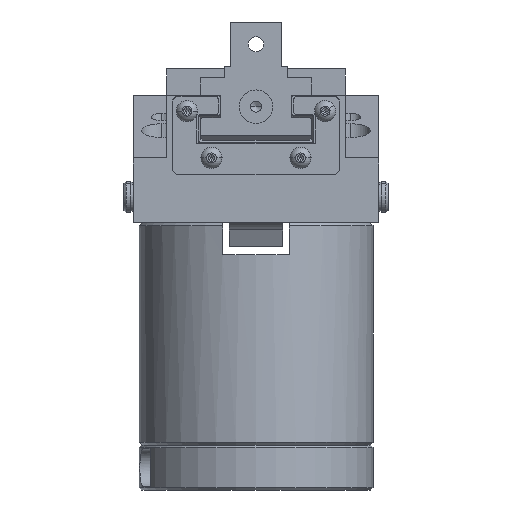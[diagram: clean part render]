
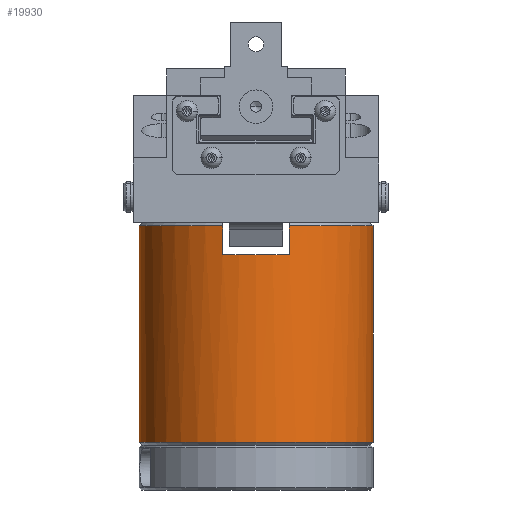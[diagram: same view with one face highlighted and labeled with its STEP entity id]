
A CAD part, front view. The second image highlights one B-rep face of the part: STEP entity #19930.
In plain terms, the highlighted cylindrical face has radius 52.5 mm (diameter 105 mm), a partial arc.
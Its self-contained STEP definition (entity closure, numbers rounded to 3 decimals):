
#43 = EDGE_LOOP ( 'NONE', ( #3749, #3383, #3337, #3833, #3352, #3514, #3292, #3280 ) ) ;
#623 = CARTESIAN_POINT ( 'NONE',  ( 15., -50.312, 85.5 ) ) ;
#3280 = ORIENTED_EDGE ( 'NONE', *, *, #5908, .T. ) ;
#3292 = ORIENTED_EDGE ( 'NONE', *, *, #5921, .T. ) ;
#3337 = ORIENTED_EDGE ( 'NONE', *, *, #5914, .T. ) ;
#3352 = ORIENTED_EDGE ( 'NONE', *, *, #6091, .T. ) ;
#3383 = ORIENTED_EDGE ( 'NONE', *, *, #6076, .T. ) ;
#3514 = ORIENTED_EDGE ( 'NONE', *, *, #5932, .T. ) ;
#3749 = ORIENTED_EDGE ( 'NONE', *, *, #5994, .F. ) ;
#3833 = ORIENTED_EDGE ( 'NONE', *, *, #6066, .T. ) ;
#4560 = VERTEX_POINT ( 'NONE', #12055 ) ;
#4563 = VERTEX_POINT ( 'NONE', #12046 ) ;
#4599 = VERTEX_POINT ( 'NONE', #18561 ) ;
#4831 = VERTEX_POINT ( 'NONE', #19541 ) ;
#4848 = VERTEX_POINT ( 'NONE', #19724 ) ;
#4905 = VERTEX_POINT ( 'NONE', #19712 ) ;
#4929 = VERTEX_POINT ( 'NONE', #623 ) ;
#4980 = VERTEX_POINT ( 'NONE', #18887 ) ;
#5908 = EDGE_CURVE ( 'NONE', #4848, #4905, #10302, .T. ) ;
#5914 = EDGE_CURVE ( 'NONE', #4560, #4929, #10311, .T. ) ;
#5921 = EDGE_CURVE ( 'NONE', #4599, #4848, #10321, .T. ) ;
#5932 = EDGE_CURVE ( 'NONE', #4831, #4599, #10338, .T. ) ;
#5994 = EDGE_CURVE ( 'NONE', #4980, #4905, #10433, .T. ) ;
#6066 = EDGE_CURVE ( 'NONE', #4929, #4563, #10559, .T. ) ;
#6076 = EDGE_CURVE ( 'NONE', #4980, #4560, #10578, .T. ) ;
#6091 = EDGE_CURVE ( 'NONE', #4563, #4831, #10602, .T. ) ;
#6589 = AXIS2_PLACEMENT_3D ( 'NONE', #9984, #9985, #9986 ) ;
#6602 = AXIS2_PLACEMENT_3D ( 'NONE', #11201, #11202, #11203 ) ;
#6640 = AXIS2_PLACEMENT_3D ( 'NONE', #11513, #11514, #11515 ) ;
#6644 = AXIS2_PLACEMENT_3D ( 'NONE', #11537, #11538, #11539 ) ;
#9984 = CARTESIAN_POINT ( 'NONE',  ( 0., 0., 1.5 ) ) ;
#9985 = DIRECTION ( 'NONE',  ( 0., 0., 1. ) ) ;
#9986 = DIRECTION ( 'NONE',  ( 1., 0., 0. ) ) ;
#9989 = DIRECTION ( 'NONE',  ( 0., 0., -1. ) ) ;
#9994 = CARTESIAN_POINT ( 'NONE',  ( 15., -50.312, 125.5 ) ) ;
#10007 = CARTESIAN_POINT ( 'NONE',  ( -52.5, 0., 125.5 ) ) ;
#10012 = DIRECTION ( 'NONE',  ( 0., 0., -1. ) ) ;
#10302 = CIRCLE ( 'NONE', #6589, 52.5 ) ;
#10311 = LINE ( 'NONE', #9994, #10316 ) ;
#10316 = VECTOR ( 'NONE', #9989, 1000. ) ;
#10321 = LINE ( 'NONE', #10007, #10328 ) ;
#10328 = VECTOR ( 'NONE', #10012, 1000. ) ;
#10338 = CIRCLE ( 'NONE', #6602, 52.5 ) ;
#10433 = LINE ( 'NONE', #11352, #10436 ) ;
#10436 = VECTOR ( 'NONE', #11353, 1000. ) ;
#10559 = CIRCLE ( 'NONE', #6640, 52.5 ) ;
#10578 = CIRCLE ( 'NONE', #6644, 52.5 ) ;
#10602 = LINE ( 'NONE', #11572, #10605 ) ;
#10605 = VECTOR ( 'NONE', #11573, 1000. ) ;
#11201 = CARTESIAN_POINT ( 'NONE',  ( 0., 0., 98.5 ) ) ;
#11202 = DIRECTION ( 'NONE',  ( 0., 0., -1. ) ) ;
#11203 = DIRECTION ( 'NONE',  ( 1., 0., 0. ) ) ;
#11352 = CARTESIAN_POINT ( 'NONE',  ( 52.5, 0., 125.5 ) ) ;
#11353 = DIRECTION ( 'NONE',  ( 0., 0., -1. ) ) ;
#11513 = CARTESIAN_POINT ( 'NONE',  ( 0., 0., 85.5 ) ) ;
#11514 = DIRECTION ( 'NONE',  ( 0., 0., -1. ) ) ;
#11515 = DIRECTION ( 'NONE',  ( -1., 0., 0. ) ) ;
#11537 = CARTESIAN_POINT ( 'NONE',  ( 0., 0., 98.5 ) ) ;
#11538 = DIRECTION ( 'NONE',  ( 0., 0., -1. ) ) ;
#11539 = DIRECTION ( 'NONE',  ( 1., 0., 0. ) ) ;
#11572 = CARTESIAN_POINT ( 'NONE',  ( -15., -50.312, 125.5 ) ) ;
#11573 = DIRECTION ( 'NONE',  ( 0., 0., 1. ) ) ;
#12046 = CARTESIAN_POINT ( 'NONE',  ( -15., -50.312, 85.5 ) ) ;
#12055 = CARTESIAN_POINT ( 'NONE',  ( 15., -50.312, 98.5 ) ) ;
#13853 = FACE_OUTER_BOUND ( 'NONE', #43, .T. ) ;
#13866 = CYLINDRICAL_SURFACE ( 'NONE', #16229, 52.5 ) ;
#15366 = DIRECTION ( 'NONE',  ( -1., 0., 0. ) ) ;
#15368 = DIRECTION ( 'NONE',  ( 0., 0., -1. ) ) ;
#15370 = CARTESIAN_POINT ( 'NONE',  ( 0., 0., 125.5 ) ) ;
#16229 = AXIS2_PLACEMENT_3D ( 'NONE', #15370, #15368, #15366 ) ;
#18561 = CARTESIAN_POINT ( 'NONE',  ( -52.5, 0., 98.5 ) ) ;
#18887 = CARTESIAN_POINT ( 'NONE',  ( 52.5, 0., 98.5 ) ) ;
#19541 = CARTESIAN_POINT ( 'NONE',  ( -15., -50.312, 98.5 ) ) ;
#19712 = CARTESIAN_POINT ( 'NONE',  ( 52.5, 0., 1.5 ) ) ;
#19724 = CARTESIAN_POINT ( 'NONE',  ( -52.5, 0., 1.5 ) ) ;
#19930 = ADVANCED_FACE ( 'NONE', ( #13853 ), #13866, .T. ) ;
